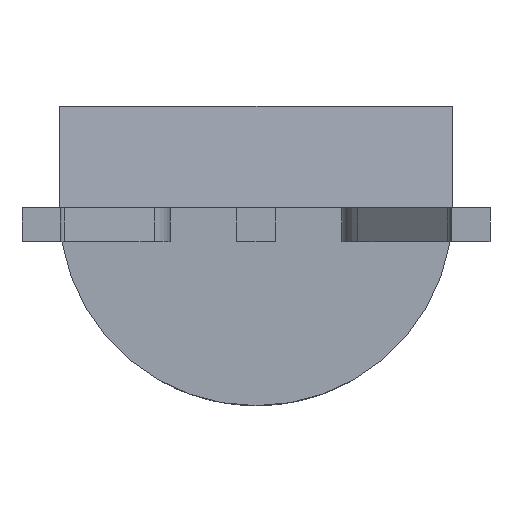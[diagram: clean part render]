
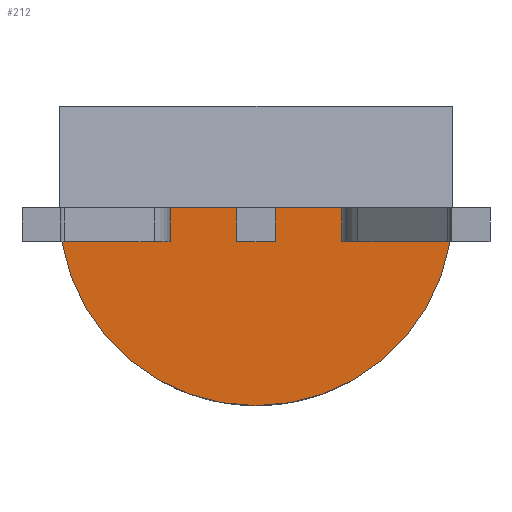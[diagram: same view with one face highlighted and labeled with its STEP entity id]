
A CAD part, front view. The second image highlights one B-rep face of the part: STEP entity #212.
In plain terms, the highlighted planar face has unit normal (0, -1, 0).
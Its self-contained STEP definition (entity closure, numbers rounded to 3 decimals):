
#39 = CARTESIAN_POINT ( 'NONE',  ( 0., 3.44, 0.19 ) ) ;
#157 = DIRECTION ( 'NONE',  ( -1., 0., 0. ) ) ;
#162 = AXIS2_PLACEMENT_3D ( 'NONE', #666, #328, #765 ) ;
#212 = ADVANCED_FACE ( 'NONE', ( #1107 ), #1311, .F. ) ;
#213 = DIRECTION ( 'NONE',  ( -1., 0., 0. ) ) ;
#229 = DIRECTION ( 'NONE',  ( -1., 0., 0. ) ) ;
#311 = DIRECTION ( 'NONE',  ( 0., 1., 0. ) ) ;
#322 = VERTEX_POINT ( 'NONE', #1142 ) ;
#328 = DIRECTION ( 'NONE',  ( 0., 1., 0. ) ) ;
#395 = VECTOR ( 'NONE', #1391, 1000. ) ;
#409 = CARTESIAN_POINT ( 'NONE',  ( 2.38, 3.44, 0.205 ) ) ;
#458 = EDGE_LOOP ( 'NONE', ( #1212, #490, #1387, #949 ) ) ;
#476 = VERTEX_POINT ( 'NONE', #409 ) ;
#490 = ORIENTED_EDGE ( 'NONE', *, *, #1333, .T. ) ;
#491 = AXIS2_PLACEMENT_3D ( 'NONE', #993, #311, #213 ) ;
#512 = CIRCLE ( 'NONE', #1072, 2.38 ) ;
#568 = EDGE_CURVE ( 'NONE', #793, #742, #1189, .T. ) ;
#587 = AXIS2_PLACEMENT_3D ( 'NONE', #1215, #981, #229 ) ;
#619 = EDGE_CURVE ( 'NONE', #476, #322, #512, .T. ) ;
#666 = CARTESIAN_POINT ( 'NONE',  ( 0., 3.44, 0.19 ) ) ;
#668 = CARTESIAN_POINT ( 'NONE',  ( -2.38, 3.44, 0.19 ) ) ;
#742 = VERTEX_POINT ( 'NONE', #1008 ) ;
#765 = DIRECTION ( 'NONE',  ( -1., 0., 0. ) ) ;
#778 = CIRCLE ( 'NONE', #162, 2.38 ) ;
#793 = VERTEX_POINT ( 'NONE', #668 ) ;
#949 = ORIENTED_EDGE ( 'NONE', *, *, #1178, .F. ) ;
#981 = DIRECTION ( 'NONE',  ( 0., 1., 0. ) ) ;
#993 = CARTESIAN_POINT ( 'NONE',  ( 0., 3.44, 0.19 ) ) ;
#1008 = CARTESIAN_POINT ( 'NONE',  ( -2.38, 3.44, 0.205 ) ) ;
#1019 = DIRECTION ( 'NONE',  ( 0., 1., 0. ) ) ;
#1072 = AXIS2_PLACEMENT_3D ( 'NONE', #39, #1019, #157 ) ;
#1107 = FACE_OUTER_BOUND ( 'NONE', #458, .T. ) ;
#1142 = CARTESIAN_POINT ( 'NONE',  ( 2.38, 3.44, 0.19 ) ) ;
#1152 = LINE ( 'NONE', #1270, #395 ) ;
#1178 = EDGE_CURVE ( 'NONE', #322, #793, #778, .T. ) ;
#1189 = CIRCLE ( 'NONE', #587, 2.38 ) ;
#1212 = ORIENTED_EDGE ( 'NONE', *, *, #619, .F. ) ;
#1215 = CARTESIAN_POINT ( 'NONE',  ( 0., 3.44, 0.19 ) ) ;
#1270 = CARTESIAN_POINT ( 'NONE',  ( 0., 3.44, 0.205 ) ) ;
#1311 = PLANE ( 'NONE',  #491 ) ;
#1333 = EDGE_CURVE ( 'NONE', #476, #742, #1152, .T. ) ;
#1387 = ORIENTED_EDGE ( 'NONE', *, *, #568, .F. ) ;
#1391 = DIRECTION ( 'NONE',  ( -1., 0., 0. ) ) ;
